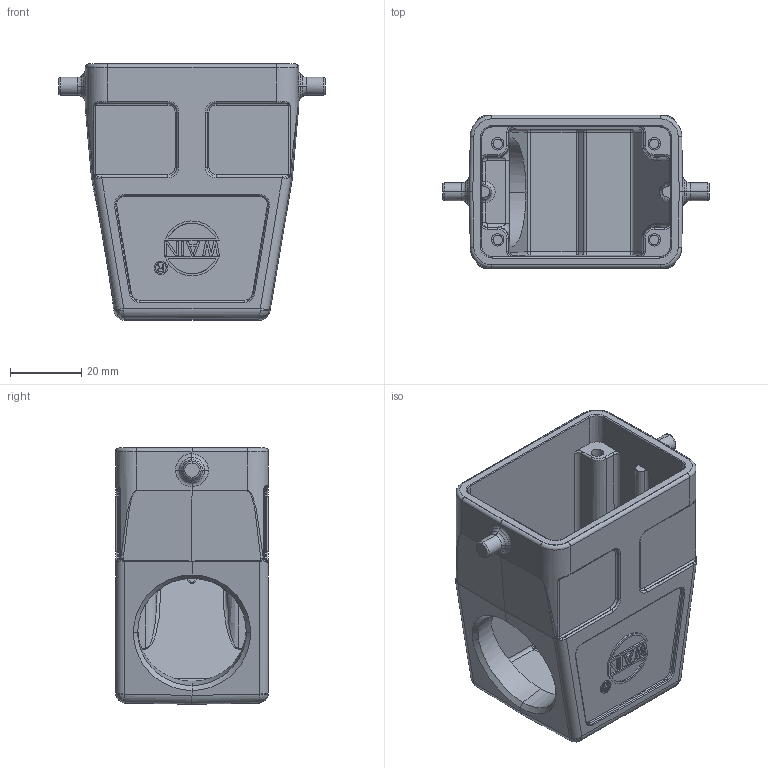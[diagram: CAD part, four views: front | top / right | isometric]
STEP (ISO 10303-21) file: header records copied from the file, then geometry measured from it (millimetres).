
FILE_DESCRIPTION((''),'2;1');
FILE_NAME('H6B-BEH','2019-03-25T',('sh.ye'),(''),'PRO/ENGINEER BY PARAMETRIC TECHNOLOGY CORPORATION, 2015240','PRO/ENGINEER BY PARAMETRIC TECHNOLOGY CORPORATION, 2015240','');
FILE_SCHEMA(('CONFIG_CONTROL_DESIGN'));
Length unit declared in the file: millimetre
Products named in the file (1): H6B-BEH
Bounding box: 75 x 43 x 72.1 mm (x, y, z)
Volume: 52603.2 mm3; surface area: 28040.1 mm2
Topology: 1 solids, 1 shells, 612 faces, 1438 edges, 863 vertices
Faces by surface type: plane 244, cylinder 161, bspline 98, torus 73, cone 18, sphere 10, extrusion 8
Entity records: 23514 total; most frequent: CARTESIAN_POINT 10009, ORIENTED_EDGE 2876, DIRECTION 2670, EDGE_CURVE 1438, AXIS2_PLACEMENT_3D 942, VERTEX_POINT 863, VECTOR 786, LINE 778
